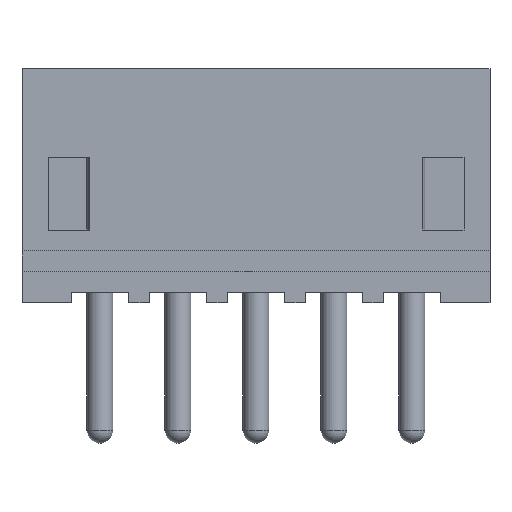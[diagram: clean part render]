
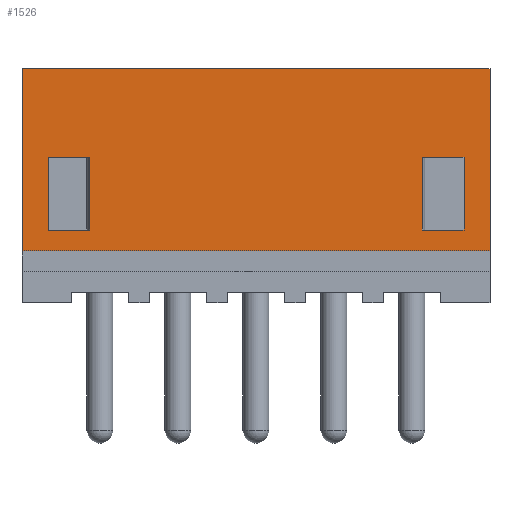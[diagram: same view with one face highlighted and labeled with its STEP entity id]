
A CAD part, left-side view. The second image highlights one B-rep face of the part: STEP entity #1526.
In plain terms, the highlighted planar face has unit normal (-1, 0, 0).
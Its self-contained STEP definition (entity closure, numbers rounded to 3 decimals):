
#24=FACE_BOUND('',#267,.T.);
#25=FACE_BOUND('',#268,.T.);
#178=FACE_OUTER_BOUND('',#266,.T.);
#266=EDGE_LOOP('',(#1378,#1379,#1380,#1381));
#267=EDGE_LOOP('',(#1382,#1383,#1384,#1385));
#268=EDGE_LOOP('',(#1386,#1387,#1388,#1389));
#272=LINE('',#2070,#448);
#276=LINE('',#2077,#452);
#293=LINE('',#2182,#469);
#362=LINE('',#2329,#538);
#371=LINE('',#2346,#547);
#375=LINE('',#2353,#551);
#388=LINE('',#2378,#564);
#390=LINE('',#2382,#566);
#438=LINE('',#2478,#614);
#440=LINE('',#2482,#616);
#444=LINE('',#2489,#620);
#445=LINE('',#2490,#621);
#448=VECTOR('',#1666,10.);
#452=VECTOR('',#1672,10.);
#469=VECTOR('',#1793,10.);
#538=VECTOR('',#1900,10.);
#547=VECTOR('',#1915,10.);
#551=VECTOR('',#1923,10.);
#564=VECTOR('',#1942,10.);
#566=VECTOR('',#1946,10.);
#614=VECTOR('',#2042,10.);
#616=VECTOR('',#2046,10.);
#620=VECTOR('',#2056,10.);
#621=VECTOR('',#2057,10.);
#624=VERTEX_POINT('',#2067);
#625=VERTEX_POINT('',#2069);
#627=VERTEX_POINT('',#2075);
#662=VERTEX_POINT('',#2178);
#663=VERTEX_POINT('',#2180);
#722=VERTEX_POINT('',#2327);
#727=VERTEX_POINT('',#2344);
#736=VERTEX_POINT('',#2375);
#737=VERTEX_POINT('',#2377);
#738=VERTEX_POINT('',#2381);
#762=VERTEX_POINT('',#2477);
#763=VERTEX_POINT('',#2481);
#766=EDGE_CURVE('',#625,#624,#272,.T.);
#770=EDGE_CURVE('',#624,#627,#276,.T.);
#817=EDGE_CURVE('',#662,#663,#293,.T.);
#890=EDGE_CURVE('',#663,#722,#362,.T.);
#899=EDGE_CURVE('',#727,#722,#371,.T.);
#903=EDGE_CURVE('',#662,#727,#375,.T.);
#916=EDGE_CURVE('',#737,#736,#388,.T.);
#918=EDGE_CURVE('',#738,#625,#390,.T.);
#966=EDGE_CURVE('',#762,#737,#438,.T.);
#968=EDGE_CURVE('',#763,#762,#440,.T.);
#972=EDGE_CURVE('',#627,#738,#444,.T.);
#973=EDGE_CURVE('',#736,#763,#445,.T.);
#1378=ORIENTED_EDGE('',*,*,#817,.T.);
#1379=ORIENTED_EDGE('',*,*,#890,.T.);
#1380=ORIENTED_EDGE('',*,*,#899,.F.);
#1381=ORIENTED_EDGE('',*,*,#903,.F.);
#1382=ORIENTED_EDGE('',*,*,#972,.T.);
#1383=ORIENTED_EDGE('',*,*,#918,.T.);
#1384=ORIENTED_EDGE('',*,*,#766,.T.);
#1385=ORIENTED_EDGE('',*,*,#770,.T.);
#1386=ORIENTED_EDGE('',*,*,#973,.T.);
#1387=ORIENTED_EDGE('',*,*,#968,.T.);
#1388=ORIENTED_EDGE('',*,*,#966,.T.);
#1389=ORIENTED_EDGE('',*,*,#916,.T.);
#1448=PLANE('',#1658);
#1526=ADVANCED_FACE('',(#178,#24,#25),#1448,.T.);
#1658=AXIS2_PLACEMENT_3D('',#2491,#2058,#2059);
#1666=DIRECTION('',(0.,-1.,0.));
#1672=DIRECTION('',(0.,0.,-1.));
#1793=DIRECTION('',(0.,-1.,0.));
#1900=DIRECTION('',(0.,0.,1.));
#1915=DIRECTION('',(0.,-1.,0.));
#1923=DIRECTION('',(0.,0.,1.));
#1942=DIRECTION('',(0.,0.,-1.));
#1946=DIRECTION('',(0.,0.,1.));
#2042=DIRECTION('',(0.,-1.,0.));
#2046=DIRECTION('',(0.,0.,1.));
#2056=DIRECTION('',(0.,1.,0.));
#2057=DIRECTION('',(0.,1.,0.));
#2058=DIRECTION('center_axis',(-1.,0.,0.));
#2059=DIRECTION('ref_axis',(0.,-1.,0.));
#2067=CARTESIAN_POINT('',(-1.3,6.2,2.8));
#2069=CARTESIAN_POINT('',(-1.3,7.,2.8));
#2070=CARTESIAN_POINT('',(-1.3,6.85,2.8));
#2075=CARTESIAN_POINT('',(-1.3,6.2,1.4));
#2077=CARTESIAN_POINT('',(-1.3,6.2,0.7));
#2178=CARTESIAN_POINT('',(-1.3,7.5,1.));
#2180=CARTESIAN_POINT('',(-1.3,-1.5,1.));
#2182=CARTESIAN_POINT('',(-1.3,3.,1.));
#2327=CARTESIAN_POINT('',(-1.3,-1.5,4.5));
#2329=CARTESIAN_POINT('',(-1.3,-1.5,0.));
#2344=CARTESIAN_POINT('',(-1.3,7.5,4.5));
#2346=CARTESIAN_POINT('',(-1.3,7.5,4.5));
#2353=CARTESIAN_POINT('',(-1.3,7.5,0.));
#2375=CARTESIAN_POINT('',(-1.3,-1.,1.4));
#2377=CARTESIAN_POINT('',(-1.3,-1.,2.8));
#2378=CARTESIAN_POINT('',(-1.3,-1.,1.4));
#2381=CARTESIAN_POINT('',(-1.3,7.,1.4));
#2382=CARTESIAN_POINT('',(-1.3,7.,1.4));
#2477=CARTESIAN_POINT('',(-1.3,-0.2,2.8));
#2478=CARTESIAN_POINT('',(-1.3,3.65,2.8));
#2481=CARTESIAN_POINT('',(-1.3,-0.2,1.4));
#2482=CARTESIAN_POINT('',(-1.3,-0.2,0.7));
#2489=CARTESIAN_POINT('',(-1.3,7.25,1.4));
#2490=CARTESIAN_POINT('',(-1.3,3.25,1.4));
#2491=CARTESIAN_POINT('Origin',(-1.3,7.5,0.));
